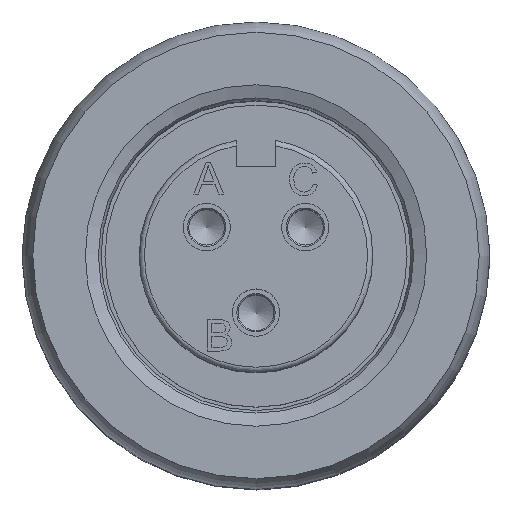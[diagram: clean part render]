
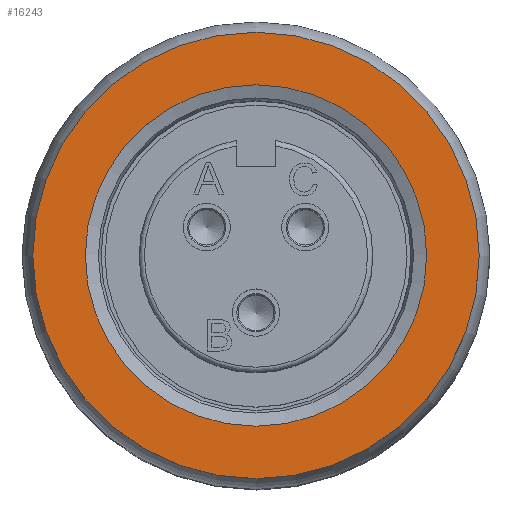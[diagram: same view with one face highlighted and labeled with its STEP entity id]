
A CAD part, top view. The second image highlights one B-rep face of the part: STEP entity #16243.
In plain terms, the highlighted planar face has unit normal (0, 0, 1).
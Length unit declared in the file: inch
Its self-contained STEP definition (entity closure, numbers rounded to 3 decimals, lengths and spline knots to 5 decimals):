
#2780=PLANE('',#18292);
#2927=FACE_BOUND('',#5220,.T.);
#4000=FACE_OUTER_BOUND('',#5219,.T.);
#5219=EDGE_LOOP('',(#14076));
#5220=EDGE_LOOP('',(#14077));
#6233=CIRCLE('',#18281,0.325);
#6238=CIRCLE('',#18293,0.425);
#7457=VERTEX_POINT('',#33757);
#7462=VERTEX_POINT('',#33774);
#9603=EDGE_CURVE('',#7457,#7457,#6233,.T.);
#9608=EDGE_CURVE('',#7462,#7462,#6238,.T.);
#14076=ORIENTED_EDGE('',*,*,#9608,.F.);
#14077=ORIENTED_EDGE('',*,*,#9603,.T.);
#16243=ADVANCED_FACE('',(#4000,#2927),#2780,.T.);
#18281=AXIS2_PLACEMENT_3D('',#33758,#22975,#22976);
#18292=AXIS2_PLACEMENT_3D('',#33773,#22997,#22998);
#18293=AXIS2_PLACEMENT_3D('',#33775,#22999,#23000);
#22975=DIRECTION('center_axis',(0.,0.,
-1.));
#22976=DIRECTION('ref_axis',(0.,-1.,0.));
#22997=DIRECTION('center_axis',(0.,0.,
1.));
#22998=DIRECTION('ref_axis',(-1.,0.,0.));
#22999=DIRECTION('center_axis',(0.,0.,
-1.));
#23000=DIRECTION('ref_axis',(0.,-1.,0.));
#33757=CARTESIAN_POINT('',(0.,-0.325,0.157));
#33758=CARTESIAN_POINT('Origin',(0.,0.,
0.157));
#33773=CARTESIAN_POINT('Origin',(0.,-0.2125,0.157));
#33774=CARTESIAN_POINT('',(0.,-0.425,0.157));
#33775=CARTESIAN_POINT('Origin',(0.,0.,
0.157));
